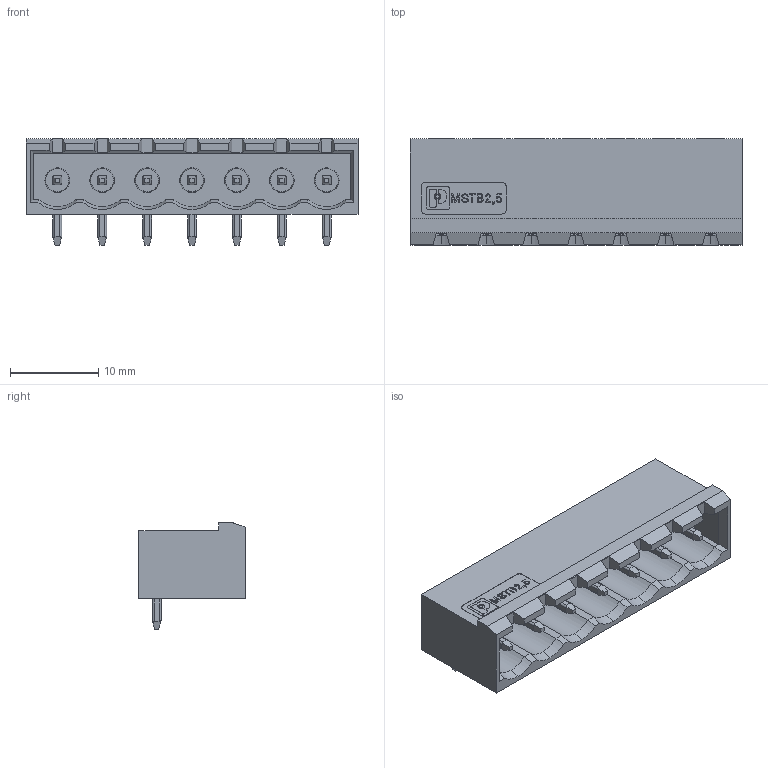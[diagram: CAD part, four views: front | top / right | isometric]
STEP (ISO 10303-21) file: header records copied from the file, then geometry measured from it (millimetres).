
FILE_DESCRIPTION(('STEP AP214'),'1');
FILE_NAME('cctmp_36B555FA-5753-4258-A03C-884EA68F8228_2023_02_03_16_39_12_0188_224..stp','2023-02-03T16:39:13',('PHOENIX CONTACT Deutschland GmbH'),('CADClick - www.CADClick.com'),'Spatial InterOp 3D',' ','unknown authorization');
FILE_SCHEMA(('AUTOMOTIVE_DESIGN'));
Length unit declared in the file: millimetre
Products named in the file (9): 2023_02_03_16_39_11_0797; 2023_02_03_16_39_12_0187; 2023_02_03_16_39_12_0172; 2023_02_03_16_39_12_0156; 2023_02_03_16_39_12_0140; 2023_02_03_16_39_12_0125; 2023_02_03_16_39_12_0109; 2023_02_03_16_39_12_0093; 2023_02_03_16_39_12_0062
Assembly tree (8 placements, depth 2):
  2023_02_03_16_39_11_0797
    2023_02_03_16_39_12_0187
    2023_02_03_16_39_12_0172
    2023_02_03_16_39_12_0156
    2023_02_03_16_39_12_0140
    2023_02_03_16_39_12_0125
    2023_02_03_16_39_12_0109
    2023_02_03_16_39_12_0093
    2023_02_03_16_39_12_0062
Bounding box: 37.56 x 12 x 12.07 mm (x, y, z)
Volume: 1760.5 mm3; surface area: 3069.6 mm2
Topology: 8 solids, 8 shells, 828 faces, 2299 edges, 1508 vertices
Faces by surface type: plane 557, cylinder 201, bspline 28, cone 28, sphere 14
Entity records: 56749 total; most frequent: CARTESIAN_POINT 23472, ORIENTED_EDGE 4598, DIRECTION 4277, EDGE_CURVE 2299, STYLED_ITEM 1844, PRESENTATION_STYLE_ASSIGNMENT 1844, COLOUR_RGB 1844, LINE 1715
